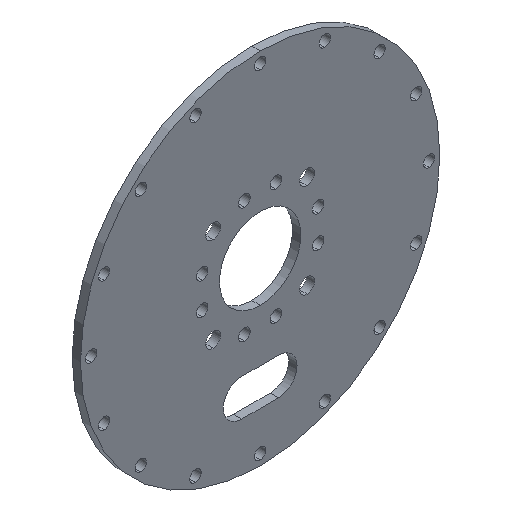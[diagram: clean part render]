
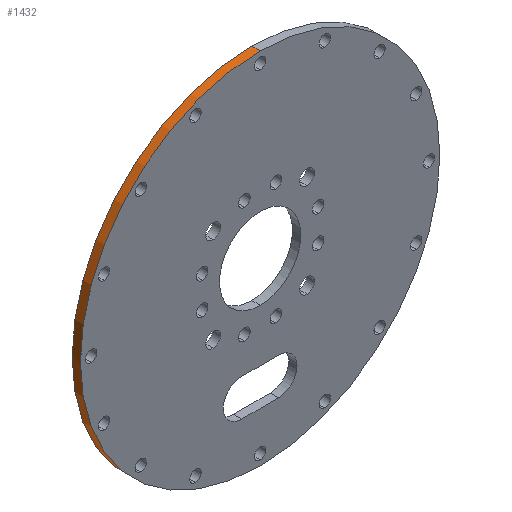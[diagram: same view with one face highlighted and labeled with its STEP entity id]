
A CAD part, isometric view. The second image highlights one B-rep face of the part: STEP entity #1432.
In plain terms, the highlighted cylindrical face has radius 54.125 mm (diameter 108.25 mm), a partial arc.
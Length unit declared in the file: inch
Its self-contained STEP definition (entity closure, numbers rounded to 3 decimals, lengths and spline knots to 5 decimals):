
#220 = CIRCLE ( 'NONE', #1718, 2.13091 ) ;
#224 = EDGE_LOOP ( 'NONE', ( #901, #1321, #605, #1016 ) ) ;
#225 = DIRECTION ( 'NONE',  ( 0., -1., 0. ) ) ;
#385 = DIRECTION ( 'NONE',  ( 0., -1., 0. ) ) ;
#392 = CARTESIAN_POINT ( 'NONE',  ( 0., 0.3251, 0. ) ) ;
#436 = AXIS2_PLACEMENT_3D ( 'NONE', #392, #575, #782 ) ;
#575 = DIRECTION ( 'NONE',  ( 0., -1., 0. ) ) ;
#592 = CARTESIAN_POINT ( 'NONE',  ( 0., -0.5561, -2.13091 ) ) ;
#604 = CARTESIAN_POINT ( 'NONE',  ( 0., -0.65453, 0. ) ) ;
#605 = ORIENTED_EDGE ( 'NONE', *, *, #2143, .T. ) ;
#714 = DIRECTION ( 'NONE',  ( 0., 0., -1. ) ) ;
#782 = DIRECTION ( 'NONE',  ( 0., 0., -1. ) ) ;
#786 = LINE ( 'NONE', #2272, #1354 ) ;
#803 = CARTESIAN_POINT ( 'NONE',  ( 0., -0.5561, 2.13091 ) ) ;
#830 = CARTESIAN_POINT ( 'NONE',  ( 0., -0.65453, -2.13091 ) ) ;
#843 = VERTEX_POINT ( 'NONE', #592 ) ;
#876 = VERTEX_POINT ( 'NONE', #803 ) ;
#901 = ORIENTED_EDGE ( 'NONE', *, *, #2117, .F. ) ;
#940 = VECTOR ( 'NONE', #1315, 39.37008 ) ;
#1016 = ORIENTED_EDGE ( 'NONE', *, *, #2067, .F. ) ;
#1126 = VERTEX_POINT ( 'NONE', #830 ) ;
#1315 = DIRECTION ( 'NONE',  ( 0., -1., 0. ) ) ;
#1321 = ORIENTED_EDGE ( 'NONE', *, *, #2380, .F. ) ;
#1351 = VERTEX_POINT ( 'NONE', #2040 ) ;
#1354 = VECTOR ( 'NONE', #385, 39.37008 ) ;
#1432 = ADVANCED_FACE ( 'NONE', ( #2246 ), #2087, .T. ) ;
#1531 = LINE ( 'NONE', #2066, #940 ) ;
#1718 = AXIS2_PLACEMENT_3D ( 'NONE', #2226, #2024, #714 ) ;
#1755 = CIRCLE ( 'NONE', #2151, 2.13091 ) ;
#2024 = DIRECTION ( 'NONE',  ( 0., 1., 0. ) ) ;
#2040 = CARTESIAN_POINT ( 'NONE',  ( 0., -0.65453, 2.13091 ) ) ;
#2066 = CARTESIAN_POINT ( 'NONE',  ( 0., 0.3251, -2.13091 ) ) ;
#2067 = EDGE_CURVE ( 'NONE', #1351, #1126, #1755, .T. ) ;
#2087 = CYLINDRICAL_SURFACE ( 'NONE', #436, 2.13091 ) ;
#2117 = EDGE_CURVE ( 'NONE', #876, #1351, #786, .T. ) ;
#2143 = EDGE_CURVE ( 'NONE', #843, #1126, #1531, .T. ) ;
#2151 = AXIS2_PLACEMENT_3D ( 'NONE', #604, #225, #2435 ) ;
#2226 = CARTESIAN_POINT ( 'NONE',  ( 0., -0.5561, 0. ) ) ;
#2246 = FACE_OUTER_BOUND ( 'NONE', #224, .T. ) ;
#2272 = CARTESIAN_POINT ( 'NONE',  ( 0., 0.3251, 2.13091 ) ) ;
#2380 = EDGE_CURVE ( 'NONE', #843, #876, #220, .T. ) ;
#2435 = DIRECTION ( 'NONE',  ( 0., 0., -1. ) ) ;
